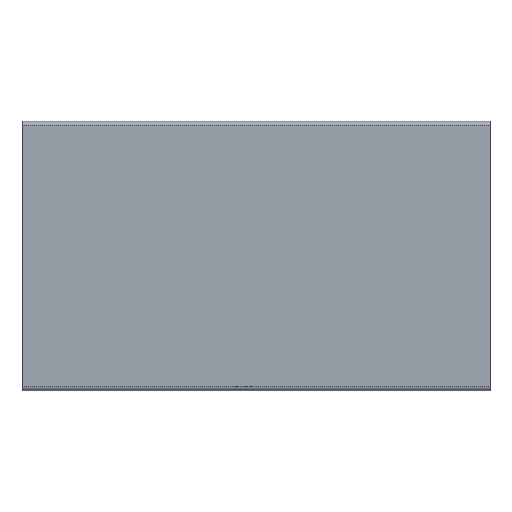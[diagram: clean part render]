
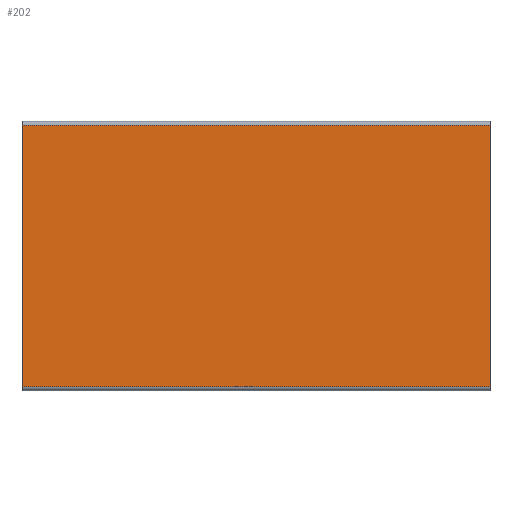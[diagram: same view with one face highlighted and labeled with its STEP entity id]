
A CAD part, front view. The second image highlights one B-rep face of the part: STEP entity #202.
In plain terms, the highlighted planar face has unit normal (0, -1, 0).
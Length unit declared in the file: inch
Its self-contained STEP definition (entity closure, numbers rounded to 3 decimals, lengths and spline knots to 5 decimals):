
#7 = VERTEX_POINT ( 'NONE', #458 ) ;
#30 = DIRECTION ( 'NONE',  ( 0., 1., 0. ) ) ;
#44 = ORIENTED_EDGE ( 'NONE', *, *, #791, .F. ) ;
#88 = LINE ( 'NONE', #846, #813 ) ;
#115 = EDGE_CURVE ( 'NONE', #7, #847, #88, .T. ) ;
#119 = CARTESIAN_POINT ( 'NONE',  ( -5.875, 0., -3.28094 ) ) ;
#125 = LINE ( 'NONE', #399, #466 ) ;
#156 = FACE_OUTER_BOUND ( 'NONE', #776, .T. ) ;
#167 = ORIENTED_EDGE ( 'NONE', *, *, #865, .T. ) ;
#188 = CARTESIAN_POINT ( 'NONE',  ( 5.875, 0., -3.38 ) ) ;
#202 = ADVANCED_FACE ( 'NONE', ( #156 ), #439, .F. ) ;
#261 = DIRECTION ( 'NONE',  ( 0., 0., 1. ) ) ;
#265 = ORIENTED_EDGE ( 'NONE', *, *, #115, .T. ) ;
#275 = CARTESIAN_POINT ( 'NONE',  ( -5.875, 0., 3.28094 ) ) ;
#288 = VERTEX_POINT ( 'NONE', #119 ) ;
#290 = VECTOR ( 'NONE', #814, 39.37008 ) ;
#301 = DIRECTION ( 'NONE',  ( 0., 0., 1. ) ) ;
#376 = CARTESIAN_POINT ( 'NONE',  ( 5.875, 0., -3.28094 ) ) ;
#399 = CARTESIAN_POINT ( 'NONE',  ( -5.875, 0., -3.38 ) ) ;
#439 = PLANE ( 'NONE',  #650 ) ;
#458 = CARTESIAN_POINT ( 'NONE',  ( 5.875, 0., 3.28094 ) ) ;
#466 = VECTOR ( 'NONE', #261, 39.37008 ) ;
#539 = DIRECTION ( 'NONE',  ( 0., 0., -1. ) ) ;
#546 = CARTESIAN_POINT ( 'NONE',  ( -5.875, 0., -3.28094 ) ) ;
#557 = VERTEX_POINT ( 'NONE', #376 ) ;
#609 = ORIENTED_EDGE ( 'NONE', *, *, #804, .F. ) ;
#648 = CARTESIAN_POINT ( 'NONE',  ( -5.875, 0., 3.38 ) ) ;
#650 = AXIS2_PLACEMENT_3D ( 'NONE', #648, #30, #301 ) ;
#775 = DIRECTION ( 'NONE',  ( -1., 0., 0. ) ) ;
#776 = EDGE_LOOP ( 'NONE', ( #167, #609, #265, #44 ) ) ;
#791 = EDGE_CURVE ( 'NONE', #288, #847, #125, .T. ) ;
#804 = EDGE_CURVE ( 'NONE', #7, #557, #883, .T. ) ;
#813 = VECTOR ( 'NONE', #775, 39.37008 ) ;
#814 = DIRECTION ( 'NONE',  ( 1., 0., 0. ) ) ;
#822 = LINE ( 'NONE', #546, #290 ) ;
#830 = VECTOR ( 'NONE', #539, 39.37008 ) ;
#846 = CARTESIAN_POINT ( 'NONE',  ( 5.875, 0., 3.28094 ) ) ;
#847 = VERTEX_POINT ( 'NONE', #275 ) ;
#865 = EDGE_CURVE ( 'NONE', #288, #557, #822, .T. ) ;
#883 = LINE ( 'NONE', #188, #830 ) ;
